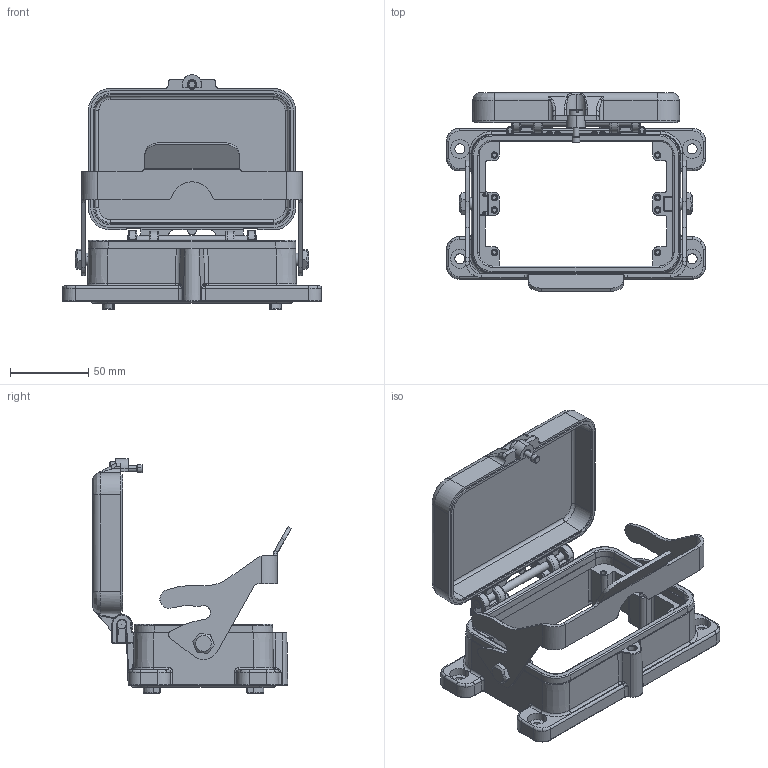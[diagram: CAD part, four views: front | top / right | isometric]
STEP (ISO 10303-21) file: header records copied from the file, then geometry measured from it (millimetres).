
FILE_DESCRIPTION (( 'STEP AP203' ), '1' );
FILE_NAME ('H48B-BK-1L_S-MCV.STP', '2017-08-30T10:31:07', ( '微软用户' ), ( '微软中国' ), 'SwSTEP 2.0', 'SolidWorks 2012', '' );
FILE_SCHEMA (( 'CONFIG_CONTROL_DESIGN' ));
Products named in the file (1): H48B-BK-1L_S-MCV
Bounding box: 164.99 x 126.52 x 149.5 mm (x, y, z)
Volume: 224078 mm3; surface area: 117648.7 mm2
Topology: 1 solids, 3 shells, 1318 faces, 3216 edges, 1913 vertices
Faces by surface type: cylinder 486, plane 343, bspline 284, cone 95, torus 61, sphere 49
Entity records: 45760 total; most frequent: CARTESIAN_POINT 17379, ORIENTED_EDGE 6376, DIRECTION 5545, EDGE_CURVE 3188, AXIS2_PLACEMENT_3D 2110, VERTEX_POINT 1907, EDGE_LOOP 1373, VECTOR 1325
